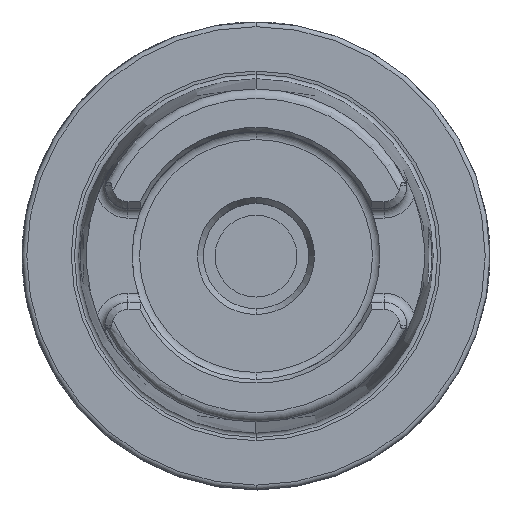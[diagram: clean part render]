
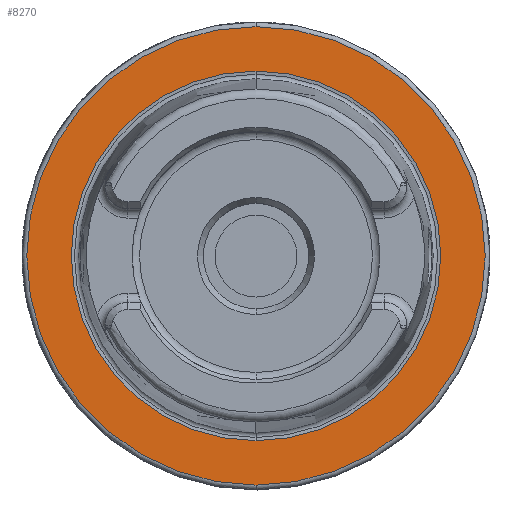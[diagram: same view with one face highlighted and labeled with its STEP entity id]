
A CAD part, top view. The second image highlights one B-rep face of the part: STEP entity #8270.
In plain terms, the highlighted planar face has unit normal (0, 0, 1).
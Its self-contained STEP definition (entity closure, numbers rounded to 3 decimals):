
#2236=CARTESIAN_POINT('',(0,0,29));
#2237=DIRECTION('',(0,0,1));
#2238=DIRECTION('',(0,1,0));
#2239=AXIS2_PLACEMENT_3D('',#2236,#2237,#2238);
#2241=CARTESIAN_POINT('',(0,0,29));
#2242=DIRECTION('',(0,0,1));
#2243=DIRECTION('',(0,-1,0));
#2244=AXIS2_PLACEMENT_3D('',#2241,#2242,#2243);
#2254=CARTESIAN_POINT('',(0,0,29));
#2255=DIRECTION('',(0,0,1));
#2256=DIRECTION('',(0,1,0));
#2257=AXIS2_PLACEMENT_3D('',#2254,#2255,#2256);
#2259=CARTESIAN_POINT('',(0,0,29));
#2260=DIRECTION('',(0,0,-1));
#2261=DIRECTION('',(0,1,0));
#2262=AXIS2_PLACEMENT_3D('',#2259,#2260,#2261);
#4853=CARTESIAN_POINT('',(0,39.499,29));
#4855=VERTEX_POINT('',#4853);
#4889=CARTESIAN_POINT('',(0,-39.499,29));
#4891=VERTEX_POINT('',#4889);
#4901=CARTESIAN_POINT('',(0,49,29));
#4902=CARTESIAN_POINT('',(0.,-49,29));
#4903=VERTEX_POINT('',#4901);
#4904=VERTEX_POINT('',#4902);
#8254=CARTESIAN_POINT('',(0,0,29));
#8255=DIRECTION('',(0,0,-1));
#8256=DIRECTION('',(0,-1,0));
#8257=AXIS2_PLACEMENT_3D('',#8254,#8255,#8256);
#8258=PLANE('',#8257);
#8260=ORIENTED_EDGE('',*,*,#8259,.F.);
#8261=ORIENTED_EDGE('',*,*,#8244,.F.);
#8262=EDGE_LOOP('',(#8260,#8261));
#8263=FACE_OUTER_BOUND('',#8262,.F.);
#8265=ORIENTED_EDGE('',*,*,#8264,.T.);
#8267=ORIENTED_EDGE('',*,*,#8266,.F.);
#8268=EDGE_LOOP('',(#8265,#8267));
#8269=FACE_BOUND('',#8268,.F.);
#8270=ADVANCED_FACE('',(#8263,#8269),#8258,.F.);
#2240=CIRCLE('',#2239,49);
#2245=CIRCLE('',#2244,49);
#2258=CIRCLE('',#2257,39.499);
#2263=CIRCLE('',#2262,39.499);
#8244=EDGE_CURVE('',#4904,#4903,#2245,.T.);
#8259=EDGE_CURVE('',#4903,#4904,#2240,.T.);
#8264=EDGE_CURVE('',#4855,#4891,#2258,.T.);
#8266=EDGE_CURVE('',#4855,#4891,#2263,.T.);
